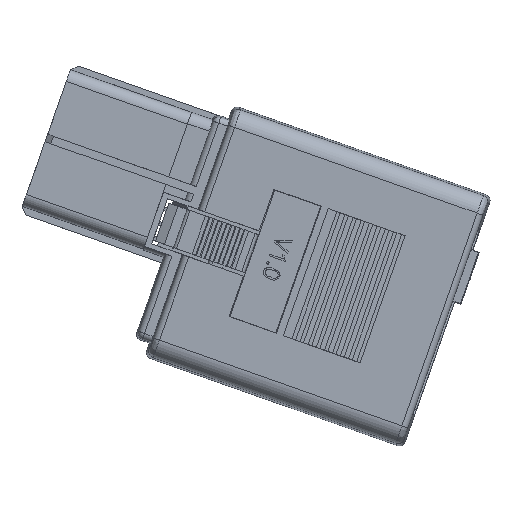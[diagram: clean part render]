
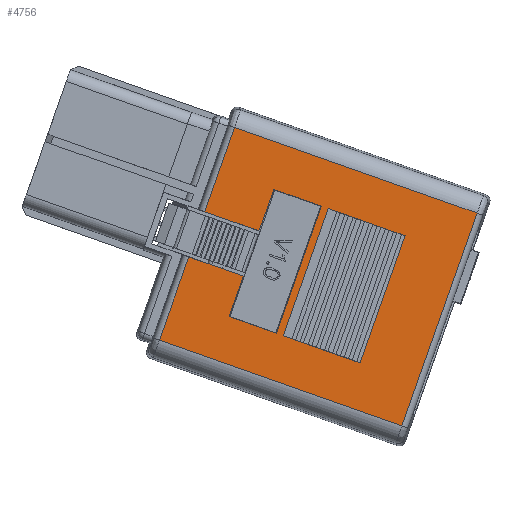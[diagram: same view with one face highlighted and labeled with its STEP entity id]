
A CAD part, front view. The second image highlights one B-rep face of the part: STEP entity #4756.
In plain terms, the highlighted face is planar.
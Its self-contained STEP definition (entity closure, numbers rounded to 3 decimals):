
#556=DIRECTION('',(1.,0.,0.));
#557=VECTOR('',#556,22.);
#558=CARTESIAN_POINT('',(10.705,24.505,-11.6));
#559=LINE('',#558,#557);
#560=DIRECTION('',(0.,-1.,0.));
#561=VECTOR('',#560,13.3);
#562=CARTESIAN_POINT('',(32.705,24.505,-11.6));
#563=LINE('',#562,#561);
#564=DIRECTION('',(-1.,0.,0.));
#565=VECTOR('',#564,22.);
#566=CARTESIAN_POINT('',(32.705,11.205,-11.6));
#567=LINE('',#566,#565);
#568=DIRECTION('',(0.,1.,0.));
#569=VECTOR('',#568,13.3);
#570=CARTESIAN_POINT('',(10.705,11.205,-11.6));
#571=LINE('',#570,#569);
#572=DIRECTION('',(-1.,0.,0.));
#573=VECTOR('',#572,14.408);
#574=CARTESIAN_POINT('',(40.108,43.329,-11.6));
#575=LINE('',#574,#573);
#576=DIRECTION('',(0.,-1.,0.));
#577=VECTOR('',#576,9.425);
#578=CARTESIAN_POINT('',(25.7,43.329,-11.6));
#579=LINE('',#578,#577);
#580=DIRECTION('',(1.,0.,0.));
#581=VECTOR('',#580,7.005);
#582=CARTESIAN_POINT('',(25.7,33.905,-11.6));
#583=LINE('',#582,#581);
#584=DIRECTION('',(0.,-1.,0.));
#585=VECTOR('',#584,8.2);
#586=CARTESIAN_POINT('',(32.705,33.905,-11.6));
#587=LINE('',#586,#585);
#588=DIRECTION('',(-1.,0.,0.));
#589=VECTOR('',#588,22.);
#590=CARTESIAN_POINT('',(32.705,25.705,-11.6));
#591=LINE('',#590,#589);
#592=DIRECTION('',(0.,1.,0.));
#593=VECTOR('',#592,8.2);
#594=CARTESIAN_POINT('',(10.705,25.705,-11.6));
#595=LINE('',#594,#593);
#596=DIRECTION('',(1.,0.,0.));
#597=VECTOR('',#596,7.195);
#598=CARTESIAN_POINT('',(10.705,33.905,-11.6));
#599=LINE('',#598,#597);
#600=DIRECTION('',(0.,-1.,0.));
#601=VECTOR('',#600,9.425);
#602=CARTESIAN_POINT('',(17.9,43.329,-11.6));
#603=LINE('',#602,#601);
#604=DIRECTION('',(1.,0.,0.));
#605=VECTOR('',#604,14.598);
#606=CARTESIAN_POINT('',(3.302,43.329,-11.6));
#607=LINE('',#606,#605);
#608=DIRECTION('',(-1.,0.,0.));
#609=VECTOR('',#608,36.806);
#610=CARTESIAN_POINT('',(40.108,1.371,-11.6));
#611=LINE('',#610,#609);
#1729=DIRECTION('',(0.,-1.,0.));
#1730=VECTOR('',#1729,41.958);
#1731=CARTESIAN_POINT('',(40.108,43.329,-11.6));
#1732=LINE('',#1731,#1730);
#1834=CARTESIAN_POINT('',(3.302,1.371,-11.6));
#1845=DIRECTION('',(0.,1.,0.));
#1846=VECTOR('',#1845,41.958);
#1847=CARTESIAN_POINT('',(3.302,1.371,-11.6));
#1848=LINE('',#1847,#1846);
#3640=CARTESIAN_POINT('',(10.705,25.705,-11.6));
#3641=CARTESIAN_POINT('',(10.705,33.905,-11.6));
#3642=VERTEX_POINT('',#3640);
#3643=VERTEX_POINT('',#3641);
#3644=CARTESIAN_POINT('',(17.9,33.905,-11.6));
#3645=VERTEX_POINT('',#3644);
#3646=CARTESIAN_POINT('',(25.7,33.905,-11.6));
#3647=CARTESIAN_POINT('',(32.705,33.905,-11.6));
#3648=VERTEX_POINT('',#3646);
#3649=VERTEX_POINT('',#3647);
#3650=CARTESIAN_POINT('',(32.705,25.705,-11.6));
#3651=VERTEX_POINT('',#3650);
#3660=CARTESIAN_POINT('',(10.705,24.505,-11.6));
#3661=CARTESIAN_POINT('',(32.705,24.505,-11.6));
#3662=VERTEX_POINT('',#3660);
#3663=VERTEX_POINT('',#3661);
#3664=CARTESIAN_POINT('',(32.705,11.205,-11.6));
#3665=VERTEX_POINT('',#3664);
#3666=CARTESIAN_POINT('',(10.705,11.205,-11.6));
#3667=VERTEX_POINT('',#3666);
#4182=CARTESIAN_POINT('',(25.7,43.329,-11.6));
#4184=VERTEX_POINT('',#4182);
#4185=CARTESIAN_POINT('',(40.108,43.329,-11.6));
#4186=VERTEX_POINT('',#4185);
#4189=CARTESIAN_POINT('',(17.9,43.329,-11.6));
#4191=VERTEX_POINT('',#4189);
#4195=CARTESIAN_POINT('',(3.302,43.329,-11.6));
#4196=VERTEX_POINT('',#4195);
#4199=VERTEX_POINT('',#1834);
#4201=CARTESIAN_POINT('',(40.108,1.371,-11.6));
#4202=VERTEX_POINT('',#4201);
#4717=CARTESIAN_POINT('',(0.,0.,-11.6));
#4718=DIRECTION('',(0.,0.,1.));
#4719=DIRECTION('',(1.,0.,0.));
#4720=AXIS2_PLACEMENT_3D('',#4717,#4718,#4719);
#4721=PLANE('',#4720);
#4722=ORIENTED_EDGE('',*,*,#4708,.T.);
#4723=ORIENTED_EDGE('',*,*,#4697,.T.);
#4725=ORIENTED_EDGE('',*,*,#4724,.T.);
#4727=ORIENTED_EDGE('',*,*,#4726,.T.);
#4729=ORIENTED_EDGE('',*,*,#4728,.T.);
#4731=ORIENTED_EDGE('',*,*,#4730,.T.);
#4733=ORIENTED_EDGE('',*,*,#4732,.T.);
#4735=ORIENTED_EDGE('',*,*,#4734,.F.);
#4737=ORIENTED_EDGE('',*,*,#4736,.F.);
#4739=ORIENTED_EDGE('',*,*,#4738,.F.);
#4741=ORIENTED_EDGE('',*,*,#4740,.F.);
#4743=ORIENTED_EDGE('',*,*,#4742,.F.);
#4744=EDGE_LOOP('',(#4722,#4723,#4725,#4727,#4729,#4731,#4733,#4735,#4737,#4739,
#4741,#4743));
#4745=FACE_OUTER_BOUND('',#4744,.F.);
#4747=ORIENTED_EDGE('',*,*,#4746,.T.);
#4749=ORIENTED_EDGE('',*,*,#4748,.T.);
#4751=ORIENTED_EDGE('',*,*,#4750,.T.);
#4753=ORIENTED_EDGE('',*,*,#4752,.T.);
#4754=EDGE_LOOP('',(#4747,#4749,#4751,#4753));
#4755=FACE_BOUND('',#4754,.F.);
#4756=ADVANCED_FACE('',(#4745,#4755),#4721,.F.);
#4697=EDGE_CURVE('',#4184,#3648,#579,.T.);
#4708=EDGE_CURVE('',#4186,#4184,#575,.T.);
#4724=EDGE_CURVE('',#3648,#3649,#583,.T.);
#4726=EDGE_CURVE('',#3649,#3651,#587,.T.);
#4728=EDGE_CURVE('',#3651,#3642,#591,.T.);
#4730=EDGE_CURVE('',#3642,#3643,#595,.T.);
#4732=EDGE_CURVE('',#3643,#3645,#599,.T.);
#4734=EDGE_CURVE('',#4191,#3645,#603,.T.);
#4736=EDGE_CURVE('',#4196,#4191,#607,.T.);
#4738=EDGE_CURVE('',#4199,#4196,#1848,.T.);
#4740=EDGE_CURVE('',#4202,#4199,#611,.T.);
#4742=EDGE_CURVE('',#4186,#4202,#1732,.T.);
#4746=EDGE_CURVE('',#3662,#3663,#559,.T.);
#4748=EDGE_CURVE('',#3663,#3665,#563,.T.);
#4750=EDGE_CURVE('',#3665,#3667,#567,.T.);
#4752=EDGE_CURVE('',#3667,#3662,#571,.T.);
